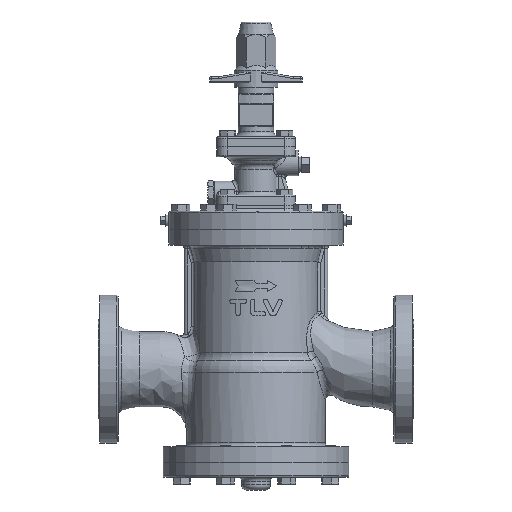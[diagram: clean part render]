
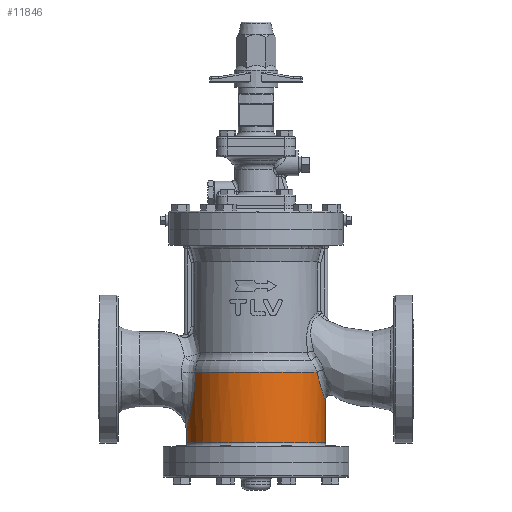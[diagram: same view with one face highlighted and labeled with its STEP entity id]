
A CAD part, front view. The second image highlights one B-rep face of the part: STEP entity #11846.
In plain terms, the highlighted cylindrical face has radius 82 mm (diameter 164 mm), a full revolution.
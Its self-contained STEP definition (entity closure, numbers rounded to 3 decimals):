
#261=CYLINDRICAL_SURFACE('',#12985,82.);
#459=B_SPLINE_CURVE_WITH_KNOTS('',3,(#22192,#22193,#22194,#22195,#22196,
#22197,#22198,#22199,#22200,#22201,#22202,#22203,#22204,#22205,#22206,#22207,
#22208,#22209,#22210,#22211,#22212,#22213,#22214,#22215),.UNSPECIFIED.,
 .F.,.F.,(4,1,1,1,1,1,1,1,1,1,2,1,1,1,1,1,1,1,2,4),(-9.062,-8.22,
-7.379,-7.29,-6.537,-5.695,
-5.274,-4.854,-4.433,-4.012,
-3.17,-2.853,-2.536,-2.219,
-1.902,-1.619,-1.268,-0.634,
0.,0.004),.UNSPECIFIED.);
#460=B_SPLINE_CURVE_WITH_KNOTS('',3,(#22219,#22220,#22221,#22222,#22223,
#22224,#22225,#22226,#22227,#22228,#22229),.UNSPECIFIED.,.F.,.F.,(4,1,1,
1,1,1,1,1,4),(-11.475,-10.041,-8.606,-7.172,
-5.738,-4.303,-2.869,-1.434,
0.),.UNSPECIFIED.);
#461=B_SPLINE_CURVE_WITH_KNOTS('',3,(#22232,#22233,#22234,#22235,#22236,
#22237,#22238,#22239,#22240,#22241,#22242,#22243,#22244,#22245,#22246,#22247,
#22248,#22249,#22250,#22251),.UNSPECIFIED.,.F.,.F.,(4,2,1,1,1,1,2,1,1,1,
1,1,1,1,1,4),(-9.065,-9.062,-8.428,-7.794,
-7.159,-6.525,-5.891,-5.05,-4.629,
-4.208,-3.366,-2.946,-2.525,
-1.683,-0.842,0.),.UNSPECIFIED.);
#858=FACE_BOUND('',#2447,.T.);
#1557=FACE_OUTER_BOUND('',#2446,.T.);
#2446=EDGE_LOOP('',(#10391,#10392,#10393,#10394,#10395));
#2447=EDGE_LOOP('',(#10396));
#2988=CIRCLE('',#12983,82.);
#2990=CIRCLE('',#12986,82.);
#2991=CIRCLE('',#12987,82.);
#5723=VERTEX_POINT('',#22185);
#5725=VERTEX_POINT('',#22190);
#5726=VERTEX_POINT('',#22191);
#5727=VERTEX_POINT('',#22216);
#5728=VERTEX_POINT('',#22218);
#5729=VERTEX_POINT('',#22230);
#7309=EDGE_CURVE('',#5723,#5723,#2988,.T.);
#7311=EDGE_CURVE('',#5725,#5726,#459,.T.);
#7312=EDGE_CURVE('',#5725,#5727,#2990,.T.);
#7313=EDGE_CURVE('',#5728,#5727,#460,.T.);
#7314=EDGE_CURVE('',#5728,#5729,#2991,.T.);
#7315=EDGE_CURVE('',#5726,#5729,#461,.T.);
#10391=ORIENTED_EDGE('',*,*,#7311,.F.);
#10392=ORIENTED_EDGE('',*,*,#7312,.T.);
#10393=ORIENTED_EDGE('',*,*,#7313,.F.);
#10394=ORIENTED_EDGE('',*,*,#7314,.T.);
#10395=ORIENTED_EDGE('',*,*,#7315,.F.);
#10396=ORIENTED_EDGE('',*,*,#7309,.F.);
#11846=ADVANCED_FACE('',(#1557,#858),#261,.T.);
#12983=AXIS2_PLACEMENT_3D('',#22186,#16019,#16020);
#12985=AXIS2_PLACEMENT_3D('',#22189,#16023,#16024);
#12986=AXIS2_PLACEMENT_3D('',#22217,#16025,#16026);
#12987=AXIS2_PLACEMENT_3D('',#22231,#16027,#16028);
#16019=DIRECTION('center_axis',(0.,0.,-1.));
#16020=DIRECTION('ref_axis',(1.,0.,0.));
#16023=DIRECTION('center_axis',(0.,0.,-1.));
#16024=DIRECTION('ref_axis',(-1.,0.,0.));
#16025=DIRECTION('center_axis',(0.,0.,-1.));
#16026=DIRECTION('ref_axis',(1.,0.,0.));
#16027=DIRECTION('center_axis',(0.,0.,-1.));
#16028=DIRECTION('ref_axis',(1.,0.,0.));
#22185=CARTESIAN_POINT('',(-82.,0.,-87.));
#22186=CARTESIAN_POINT('Origin',(0.,0.,-87.));
#22189=CARTESIAN_POINT('Origin',(0.,0.,-47.752));
#22190=CARTESIAN_POINT('',(-71.827,39.558,-3.503));
#22191=CARTESIAN_POINT('',(-82.,0.,-74.5));
#22192=CARTESIAN_POINT('Ctrl Pts',(-71.827,39.558,-3.503));
#22193=CARTESIAN_POINT('Ctrl Pts',(-71.834,39.547,-6.309));
#22194=CARTESIAN_POINT('Ctrl Pts',(-71.976,39.29,-11.944));
#22195=CARTESIAN_POINT('Ctrl Pts',(-72.391,38.522,-17.826));
#22196=CARTESIAN_POINT('Ctrl Pts',(-72.908,37.533,-23.326));
#22197=CARTESIAN_POINT('Ctrl Pts',(-73.534,36.31,-28.741));
#22198=CARTESIAN_POINT('Ctrl Pts',(-74.483,34.325,-34.951));
#22199=CARTESIAN_POINT('Ctrl Pts',(-75.378,32.297,-39.978));
#22200=CARTESIAN_POINT('Ctrl Pts',(-76.085,30.6,-43.629));
#22201=CARTESIAN_POINT('Ctrl Pts',(-76.813,28.727,-47.155));
#22202=CARTESIAN_POINT('Ctrl Pts',(-77.79,26.011,-51.66));
#22203=CARTESIAN_POINT('Ctrl Pts',(-78.507,23.736,-54.813));
#22204=CARTESIAN_POINT('Ctrl Pts',(-79.13,21.515,-57.574));
#22205=CARTESIAN_POINT('Ctrl Pts',(-79.464,20.267,-59.055));
#22206=CARTESIAN_POINT('Ctrl Pts',(-79.942,18.297,-61.176));
#22207=CARTESIAN_POINT('Ctrl Pts',(-80.386,16.237,-63.191));
#22208=CARTESIAN_POINT('Ctrl Pts',(-80.776,14.168,-65.031));
#22209=CARTESIAN_POINT('Ctrl Pts',(-81.134,11.958,-66.829));
#22210=CARTESIAN_POINT('Ctrl Pts',(-81.54,8.925,-69.081));
#22211=CARTESIAN_POINT('Ctrl Pts',(-81.901,4.902,-71.693));
#22212=CARTESIAN_POINT('Ctrl Pts',(-81.999,1.648,-73.55));
#22213=CARTESIAN_POINT('Ctrl Pts',(-82.,0.019,
-74.489));
#22214=CARTESIAN_POINT('Ctrl Pts',(-82.,0.009,-74.495));
#22215=CARTESIAN_POINT('Ctrl Pts',(-82.,0.,-74.5));
#22216=CARTESIAN_POINT('',(72.272,38.74,-3.503));
#22217=CARTESIAN_POINT('Origin',(0.,0.,-3.503));
#22218=CARTESIAN_POINT('',(72.272,-38.74,-3.503));
#22219=CARTESIAN_POINT('Ctrl Pts',(72.272,-38.74,-3.503));
#22220=CARTESIAN_POINT('Ctrl Pts',(73.182,-37.041,-7.813));
#22221=CARTESIAN_POINT('Ctrl Pts',(75.239,-32.927,-16.058));
#22222=CARTESIAN_POINT('Ctrl Pts',(78.496,-24.428,-26.689));
#22223=CARTESIAN_POINT('Ctrl Pts',(81.233,-13.34,-34.503));
#22224=CARTESIAN_POINT('Ctrl Pts',(82.388,0.,
-37.577));
#22225=CARTESIAN_POINT('Ctrl Pts',(81.233,13.34,-34.503));
#22226=CARTESIAN_POINT('Ctrl Pts',(78.496,24.427,-26.69));
#22227=CARTESIAN_POINT('Ctrl Pts',(75.238,32.93,-16.053));
#22228=CARTESIAN_POINT('Ctrl Pts',(73.183,37.041,-7.814));
#22229=CARTESIAN_POINT('Ctrl Pts',(72.272,38.74,-3.503));
#22230=CARTESIAN_POINT('',(-71.827,-39.558,-3.503));
#22231=CARTESIAN_POINT('Origin',(0.,0.,-3.503));
#22232=CARTESIAN_POINT('Ctrl Pts',(-82.,0.,-74.5));
#22233=CARTESIAN_POINT('Ctrl Pts',(-82.,-0.009,-74.495));
#22234=CARTESIAN_POINT('Ctrl Pts',(-82.,-0.019,
-74.489));
#22235=CARTESIAN_POINT('Ctrl Pts',(-81.999,-1.648,-73.55));
#22236=CARTESIAN_POINT('Ctrl Pts',(-81.901,-4.901,
-71.692));
#22237=CARTESIAN_POINT('Ctrl Pts',(-81.477,-9.63,
-68.624));
#22238=CARTESIAN_POINT('Ctrl Pts',(-80.814,-14.129,
-65.155));
#22239=CARTESIAN_POINT('Ctrl Pts',(-79.958,-18.344,
-61.229));
#22240=CARTESIAN_POINT('Ctrl Pts',(-79.3,-20.908,
-58.33));
#22241=CARTESIAN_POINT('Ctrl Pts',(-78.507,-23.736,
-54.813));
#22242=CARTESIAN_POINT('Ctrl Pts',(-77.79,-26.011,-51.66));
#22243=CARTESIAN_POINT('Ctrl Pts',(-76.813,-28.727,
-47.155));
#22244=CARTESIAN_POINT('Ctrl Pts',(-75.842,-31.224,
-42.455));
#22245=CARTESIAN_POINT('Ctrl Pts',(-74.915,-33.371,
-37.499));
#22246=CARTESIAN_POINT('Ctrl Pts',(-74.086,-35.155,
-32.353));
#22247=CARTESIAN_POINT('Ctrl Pts',(-73.338,-36.697,
-27.114));
#22248=CARTESIAN_POINT('Ctrl Pts',(-72.567,-38.196,
-20.323));
#22249=CARTESIAN_POINT('Ctrl Pts',(-71.976,-39.289,-11.945));
#22250=CARTESIAN_POINT('Ctrl Pts',(-71.834,-39.547,
-6.309));
#22251=CARTESIAN_POINT('Ctrl Pts',(-71.827,-39.558,
-3.503));
